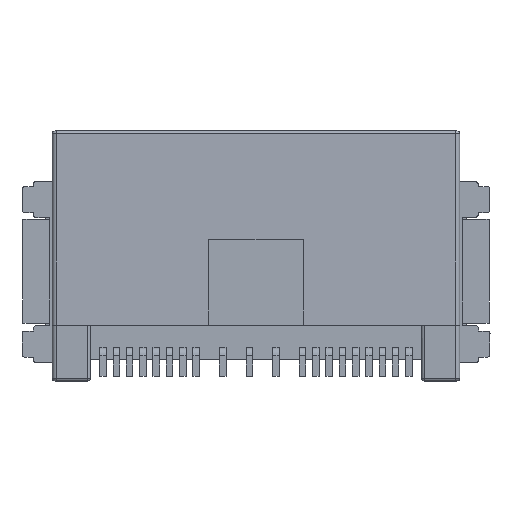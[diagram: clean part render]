
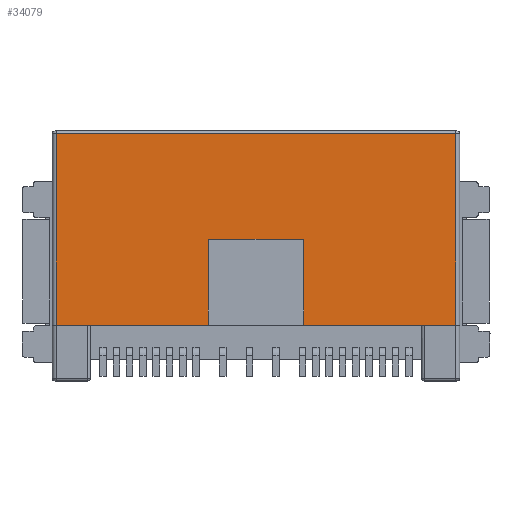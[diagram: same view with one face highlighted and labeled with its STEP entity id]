
A CAD part, front view. The second image highlights one B-rep face of the part: STEP entity #34079.
In plain terms, the highlighted planar face has unit normal (0, -1, 0.004).
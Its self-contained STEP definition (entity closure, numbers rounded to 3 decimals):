
#6287=DIRECTION('',(0.,0.004,1.));
#6288=VECTOR('',#6287,14.403);
#6289=CARTESIAN_POINT('',(1.489,-6.903,
-3.302));
#6290=LINE('',#6289,#6288);
#6296=DIRECTION('',(1.,0.,0.));
#6297=VECTOR('',#6296,30.023);
#6298=CARTESIAN_POINT('',(1.489,-6.84,11.101));
#6299=LINE('',#6298,#6297);
#6304=DIRECTION('',(1.,0.,-0.001));
#6305=VECTOR('',#6304,2.364);
#6306=CARTESIAN_POINT('',(29.148,-6.903,
-3.3));
#6307=LINE('',#6306,#6305);
#6308=DIRECTION('',(1.,0.,0.));
#6309=VECTOR('',#6308,9.062);
#6310=CARTESIAN_POINT('',(20.086,-6.903,
-3.3));
#6311=LINE('',#6310,#6309);
#6312=DIRECTION('',(0.004,-0.004,-1.));
#6313=VECTOR('',#6312,6.461);
#6314=CARTESIAN_POINT('',(20.058,-6.874,3.161));
#6315=LINE('',#6314,#6313);
#6316=DIRECTION('',(0.004,0.004,1.));
#6317=VECTOR('',#6316,6.461);
#6318=CARTESIAN_POINT('',(12.916,-6.903,
-3.3));
#6319=LINE('',#6318,#6317);
#6320=DIRECTION('',(1.,0.,0.));
#6321=VECTOR('',#6320,9.062);
#6322=CARTESIAN_POINT('',(3.854,-6.903,
-3.3));
#6323=LINE('',#6322,#6321);
#6324=DIRECTION('',(0.,-0.004,-1.));
#6325=VECTOR('',#6324,14.403);
#6326=CARTESIAN_POINT('',(31.513,-6.84,11.101));
#6327=LINE('',#6326,#6325);
#7990=DIRECTION('',(-1.,0.,-0.001));
#7991=VECTOR('',#7990,2.364);
#7992=CARTESIAN_POINT('',(3.854,-6.903,
-3.3));
#7993=LINE('',#7992,#7991);
#8008=CARTESIAN_POINT('',(29.148,-6.903,
-3.3));
#8018=CARTESIAN_POINT('',(3.854,-6.903,
-3.3));
#8046=DIRECTION('',(-1.,0.,0.));
#8047=VECTOR('',#8046,7.114);
#8048=CARTESIAN_POINT('',(20.058,-6.874,3.161));
#8049=LINE('',#8048,#8047);
#21460=VERTEX_POINT('',#8008);
#23973=CARTESIAN_POINT('',(12.944,-6.874,
3.161));
#23974=VERTEX_POINT('',#23973);
#23975=CARTESIAN_POINT('',(20.058,-6.874,
3.161));
#23976=VERTEX_POINT('',#23975);
#25105=CARTESIAN_POINT('',(31.513,-6.903,
-3.302));
#25106=VERTEX_POINT('',#25105);
#25228=CARTESIAN_POINT('',(12.916,-6.903,
-3.3));
#25230=VERTEX_POINT('',#25228);
#25284=CARTESIAN_POINT('',(20.086,-6.903,
-3.3));
#25285=VERTEX_POINT('',#25284);
#25388=VERTEX_POINT('',#8018);
#25393=CARTESIAN_POINT('',(1.489,-6.903,
-3.302));
#25394=VERTEX_POINT('',#25393);
#25444=CARTESIAN_POINT('',(31.513,-6.84,
11.101));
#25445=VERTEX_POINT('',#25444);
#25446=CARTESIAN_POINT('',(1.489,-6.84,
11.101));
#25447=VERTEX_POINT('',#25446);
#34054=CARTESIAN_POINT('',(3.492,-6.915,
-6.099));
#34055=DIRECTION('',(0.,1.,-0.004));
#34056=DIRECTION('',(-1.,0.,0.));
#34057=AXIS2_PLACEMENT_3D('',#34054,#34055,#34056);
#34058=PLANE('',#34057);
#34059=ORIENTED_EDGE('',*,*,#34045,.T.);
#34061=ORIENTED_EDGE('',*,*,#34060,.T.);
#34063=ORIENTED_EDGE('',*,*,#34062,.F.);
#34065=ORIENTED_EDGE('',*,*,#34064,.F.);
#34067=ORIENTED_EDGE('',*,*,#34066,.F.);
#34069=ORIENTED_EDGE('',*,*,#34068,.T.);
#34071=ORIENTED_EDGE('',*,*,#34070,.F.);
#34073=ORIENTED_EDGE('',*,*,#34072,.F.);
#34075=ORIENTED_EDGE('',*,*,#34074,.T.);
#34076=ORIENTED_EDGE('',*,*,#33919,.T.);
#34077=EDGE_LOOP('',(#34059,#34061,#34063,#34065,#34067,#34069,#34071,#34073,
#34075,#34076));
#34078=FACE_OUTER_BOUND('',#34077,.F.);
#34079=ADVANCED_FACE('',(#34078),#34058,.F.);
#33919=EDGE_CURVE('',#25394,#25447,#6290,.T.);
#34045=EDGE_CURVE('',#25447,#25445,#6299,.T.);
#34060=EDGE_CURVE('',#25445,#25106,#6327,.T.);
#34062=EDGE_CURVE('',#21460,#25106,#6307,.T.);
#34064=EDGE_CURVE('',#25285,#21460,#6311,.T.);
#34066=EDGE_CURVE('',#23976,#25285,#6315,.T.);
#34068=EDGE_CURVE('',#23976,#23974,#8049,.T.);
#34070=EDGE_CURVE('',#25230,#23974,#6319,.T.);
#34072=EDGE_CURVE('',#25388,#25230,#6323,.T.);
#34074=EDGE_CURVE('',#25388,#25394,#7993,.T.);
